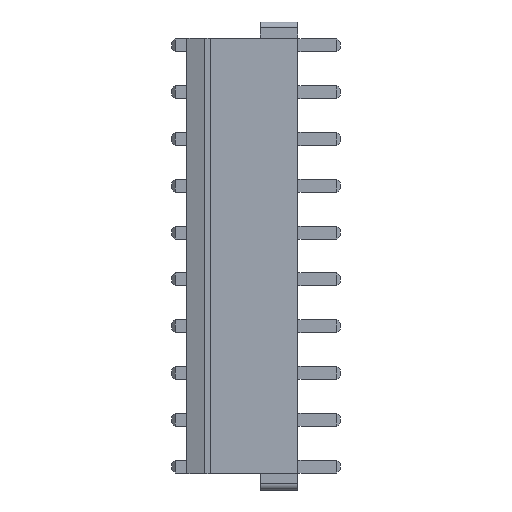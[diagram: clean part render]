
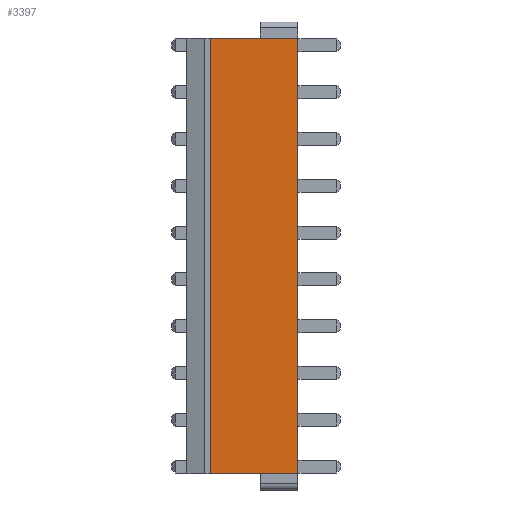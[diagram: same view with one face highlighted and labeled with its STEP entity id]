
A CAD part, top view. The second image highlights one B-rep face of the part: STEP entity #3397.
In plain terms, the highlighted planar face has unit normal (0, 0, 1).
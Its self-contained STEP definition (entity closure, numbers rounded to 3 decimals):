
#251=FACE_OUTER_BOUND('',#471,.T.);
#471=EDGE_LOOP('',(#2983,#2984,#2985,#2986));
#884=LINE('',#5343,#1330);
#905=LINE('',#5390,#1351);
#914=LINE('',#5407,#1360);
#919=LINE('',#5417,#1365);
#1330=VECTOR('',#4414,10.);
#1351=VECTOR('',#4457,10.);
#1360=VECTOR('',#4468,10.);
#1365=VECTOR('',#4481,10.);
#1620=VERTEX_POINT('',#5340);
#1621=VERTEX_POINT('',#5342);
#1636=VERTEX_POINT('',#5388);
#1643=VERTEX_POINT('',#5406);
#2057=EDGE_CURVE('',#1621,#1620,#884,.T.);
#2081=EDGE_CURVE('',#1620,#1636,#905,.T.);
#2090=EDGE_CURVE('',#1643,#1621,#914,.T.);
#2095=EDGE_CURVE('',#1643,#1636,#919,.T.);
#2983=ORIENTED_EDGE('',*,*,#2081,.T.);
#2984=ORIENTED_EDGE('',*,*,#2095,.F.);
#2985=ORIENTED_EDGE('',*,*,#2090,.T.);
#2986=ORIENTED_EDGE('',*,*,#2057,.T.);
#3197=PLANE('',#3625);
#3397=ADVANCED_FACE('',(#251),#3197,.T.);
#3625=AXIS2_PLACEMENT_3D('',#5416,#4479,#4480);
#4414=DIRECTION('',(0.,1.,0.));
#4457=DIRECTION('',(-1.,0.,0.));
#4468=DIRECTION('',(1.,0.,0.));
#4479=DIRECTION('center_axis',(0.,0.,1.));
#4480=DIRECTION('ref_axis',(1.,0.,0.));
#4481=DIRECTION('',(0.,1.,0.));
#5340=CARTESIAN_POINT('',(0.,18.44,8.));
#5342=CARTESIAN_POINT('',(0.,-18.44,8.));
#5343=CARTESIAN_POINT('',(0.,0.,8.));
#5388=CARTESIAN_POINT('',(-7.4,18.44,8.));
#5390=CARTESIAN_POINT('',(-3.7,18.44,8.));
#5406=CARTESIAN_POINT('',(-7.4,-18.44,8.));
#5407=CARTESIAN_POINT('',(-10.385,-18.44,8.));
#5416=CARTESIAN_POINT('Origin',(-7.4,0.,8.));
#5417=CARTESIAN_POINT('',(-7.4,0.,8.));
